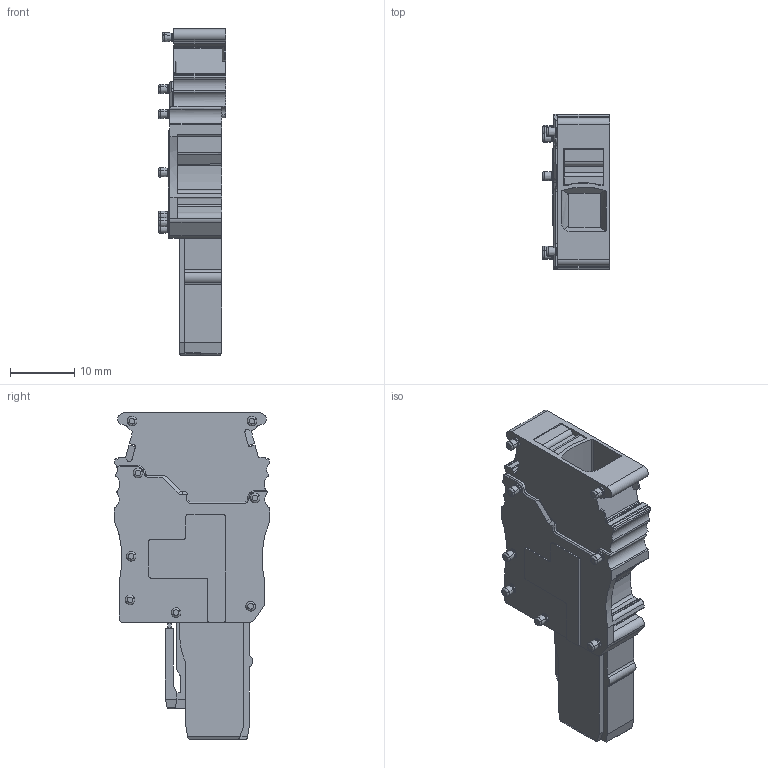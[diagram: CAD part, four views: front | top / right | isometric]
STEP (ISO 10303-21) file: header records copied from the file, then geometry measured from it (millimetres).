
FILE_DESCRIPTION(('CATIA V5 STEP Exchange','CAx-IF Rec.Pracs.--- Model Styling and Organization---1.4--- 2014-01-23'),'2;1');
FILE_NAME ('1235795-1_0', '2020-12-07T06:41:18+00:00', ('none'), ('Weidmueller'), 'CATIA Version 5-6 Release 2016 SP3 HF44', 'CATIA V5 STEP AP214', 'none');
FILE_SCHEMA(('AUTOMOTIVE_DESIGN { 1 0 10303 214 1 1 1 1 }'));
Length unit declared in the file: millimetre
Products named in the file (1): 2762350000
Bounding box: 10.47 x 24.3 x 50.95 mm (x, y, z)
Volume: 6066.1 mm3; surface area: 4907 mm2
Topology: 2 solids, 8 shells, 668 faces, 1714 edges, 1083 vertices
Faces by surface type: plane 273, cylinder 230, cone 96, torus 58, bspline 11
Entity records: 19849 total; most frequent: CARTESIAN_POINT 4684, ORIENTED_EDGE 3428, DIRECTION 2554, EDGE_CURVE 1714, VERTEX_POINT 1083, AXIS2_PLACEMENT_3D 1050, VECTOR 991, LINE 991
